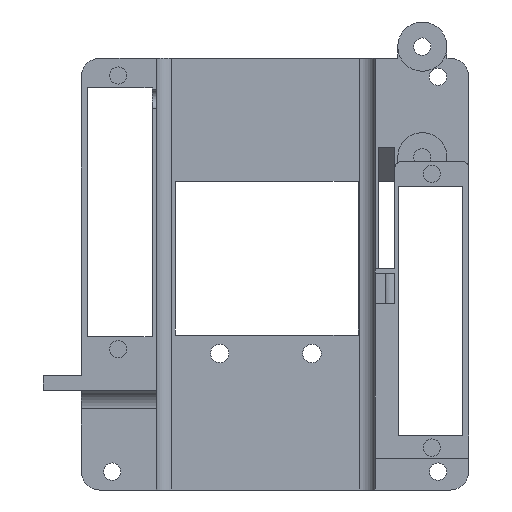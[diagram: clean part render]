
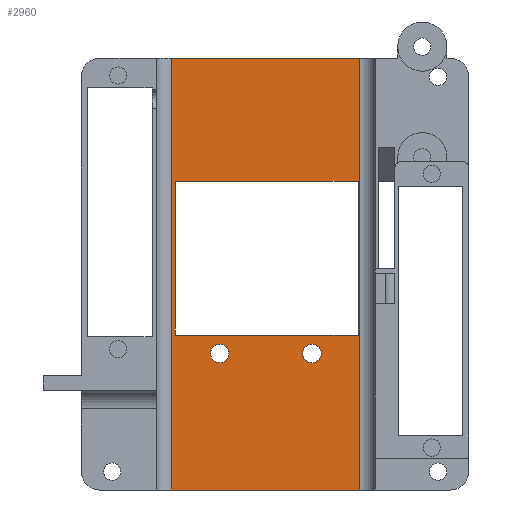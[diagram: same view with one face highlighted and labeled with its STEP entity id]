
A CAD part, front view. The second image highlights one B-rep face of the part: STEP entity #2960.
In plain terms, the highlighted planar face has unit normal (0, -1, 0).
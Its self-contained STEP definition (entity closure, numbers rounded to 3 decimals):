
#58=FACE_BOUND('',#477,.T.);
#59=FACE_BOUND('',#478,.T.);
#60=FACE_BOUND('',#479,.T.);
#142=PLANE('',#3224);
#284=FACE_OUTER_BOUND('',#476,.T.);
#476=EDGE_LOOP('',(#2622,#2623,#2624,#2625));
#477=EDGE_LOOP('',(#2626));
#478=EDGE_LOOP('',(#2627,#2628,#2629,#2630));
#479=EDGE_LOOP('',(#2631));
#649=LINE('',#4456,#969);
#779=LINE('',#4811,#1099);
#781=LINE('',#4817,#1101);
#791=LINE('',#4853,#1111);
#792=LINE('',#4858,#1112);
#793=LINE('',#4860,#1113);
#794=LINE('',#4862,#1114);
#795=LINE('',#4863,#1115);
#969=VECTOR('',#3560,10.);
#1099=VECTOR('',#3908,10.);
#1101=VECTOR('',#3916,10.);
#1111=VECTOR('',#3968,10.);
#1112=VECTOR('',#3971,10.);
#1113=VECTOR('',#3972,10.);
#1114=VECTOR('',#3973,10.);
#1115=VECTOR('',#3974,10.);
#1251=CIRCLE('',#3225,1.5);
#1252=CIRCLE('',#3226,1.5);
#1386=VERTEX_POINT('',#4453);
#1387=VERTEX_POINT('',#4455);
#1502=VERTEX_POINT('',#4807);
#1504=VERTEX_POINT('',#4815);
#1510=VERTEX_POINT('',#4854);
#1511=VERTEX_POINT('',#4856);
#1512=VERTEX_POINT('',#4857);
#1513=VERTEX_POINT('',#4859);
#1514=VERTEX_POINT('',#4861);
#1515=VERTEX_POINT('',#4864);
#1701=EDGE_CURVE('',#1386,#1387,#649,.T.);
#1883=EDGE_CURVE('',#1387,#1502,#779,.T.);
#1886=EDGE_CURVE('',#1504,#1386,#781,.T.);
#1902=EDGE_CURVE('',#1504,#1502,#791,.T.);
#1903=EDGE_CURVE('',#1510,#1510,#1251,.T.);
#1904=EDGE_CURVE('',#1511,#1512,#792,.T.);
#1905=EDGE_CURVE('',#1513,#1511,#793,.T.);
#1906=EDGE_CURVE('',#1514,#1513,#794,.T.);
#1907=EDGE_CURVE('',#1512,#1514,#795,.T.);
#1908=EDGE_CURVE('',#1515,#1515,#1252,.T.);
#2622=ORIENTED_EDGE('',*,*,#1883,.F.);
#2623=ORIENTED_EDGE('',*,*,#1701,.F.);
#2624=ORIENTED_EDGE('',*,*,#1886,.F.);
#2625=ORIENTED_EDGE('',*,*,#1902,.T.);
#2626=ORIENTED_EDGE('',*,*,#1903,.F.);
#2627=ORIENTED_EDGE('',*,*,#1904,.F.);
#2628=ORIENTED_EDGE('',*,*,#1905,.F.);
#2629=ORIENTED_EDGE('',*,*,#1906,.F.);
#2630=ORIENTED_EDGE('',*,*,#1907,.F.);
#2631=ORIENTED_EDGE('',*,*,#1908,.F.);
#2960=ADVANCED_FACE('',(#284,#58,#59,#60),#142,.F.);
#3224=AXIS2_PLACEMENT_3D('',#4852,#3966,#3967);
#3225=AXIS2_PLACEMENT_3D('',#4855,#3969,#3970);
#3226=AXIS2_PLACEMENT_3D('',#4865,#3975,#3976);
#3560=DIRECTION('',(1.,0.,0.));
#3908=DIRECTION('',(0.,0.,-1.));
#3916=DIRECTION('',(0.,0.,1.));
#3966=DIRECTION('center_axis',(0.,1.,0.));
#3967=DIRECTION('ref_axis',(1.,0.,0.));
#3968=DIRECTION('',(1.,0.,0.));
#3969=DIRECTION('center_axis',(0.,-1.,0.));
#3970=DIRECTION('ref_axis',(1.,0.,0.));
#3971=DIRECTION('',(0.,0.,-1.));
#3972=DIRECTION('',(-1.,0.,0.));
#3973=DIRECTION('',(0.,0.,1.));
#3974=DIRECTION('',(1.,0.,0.));
#3975=DIRECTION('center_axis',(0.,-1.,0.));
#3976=DIRECTION('ref_axis',(1.,0.,0.));
#4453=CARTESIAN_POINT('',(-15.3,0.,48.));
#4455=CARTESIAN_POINT('',(15.3,0.,48.));
#4456=CARTESIAN_POINT('',(-27.,0.,48.));
#4807=CARTESIAN_POINT('',(15.3,0.,-22.2));
#4811=CARTESIAN_POINT('',(15.3,0.,30.45));
#4815=CARTESIAN_POINT('',(-15.3,0.,-22.2));
#4817=CARTESIAN_POINT('',(-15.3,0.,-4.65));
#4852=CARTESIAN_POINT('Origin',(1.5,0.,12.9));
#4853=CARTESIAN_POINT('',(-27.,0.,-22.2));
#4854=CARTESIAN_POINT('',(-9.,0.,0.));
#4855=CARTESIAN_POINT('Origin',(-7.5,0.,0.));
#4856=CARTESIAN_POINT('',(-14.7,0.,28.));
#4857=CARTESIAN_POINT('',(-14.7,0.,3.));
#4858=CARTESIAN_POINT('',(-14.7,0.,3.));
#4859=CARTESIAN_POINT('',(15.,0.,28.));
#4860=CARTESIAN_POINT('',(-14.7,0.,28.));
#4861=CARTESIAN_POINT('',(15.,0.,3.));
#4862=CARTESIAN_POINT('',(15.,0.,3.));
#4863=CARTESIAN_POINT('',(-14.7,0.,3.));
#4864=CARTESIAN_POINT('',(6.,0.,0.));
#4865=CARTESIAN_POINT('Origin',(7.5,0.,0.));
